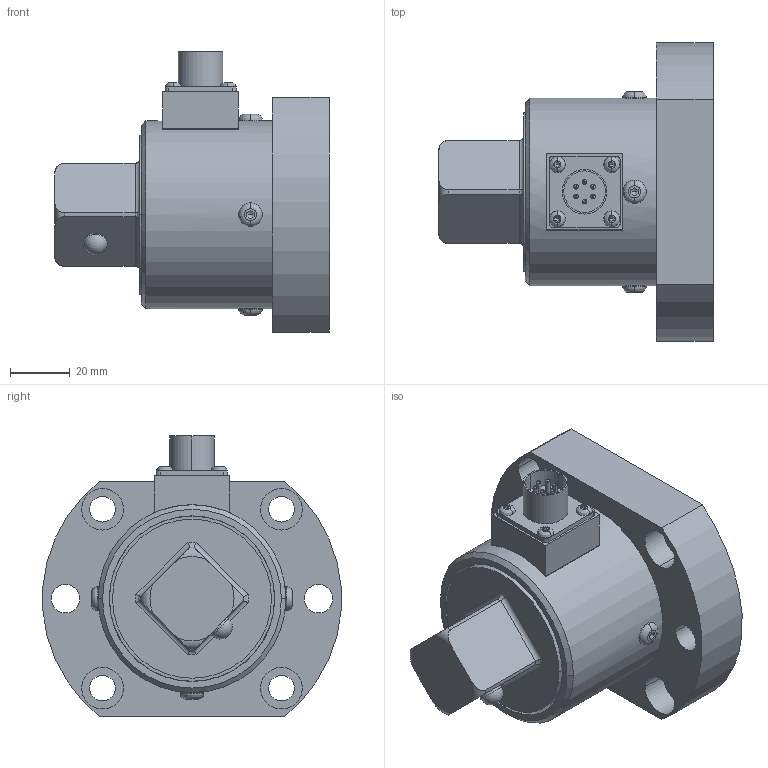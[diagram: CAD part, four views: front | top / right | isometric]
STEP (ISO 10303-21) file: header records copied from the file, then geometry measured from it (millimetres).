
FILE_DESCRIPTION((''),'2;1');
FILE_NAME('12000 in-lb.stp','2011-04-25T08:33:31',(''),(''),'Mechanical Desktop 2009','Mechanical Desktop 2009',', , ');
FILE_SCHEMA(('CONFIG_CONTROL_DESIGN'));
Length unit declared in the file: inch
Products named in the file (2): 12000 IN-LB; PART1
Assembly tree (1 placements, depth 2):
  12000 IN-LB
    PART1
Bounding box: 92.08 x 99.99 x 93.95 mm (x, y, z)
Volume: 240583.1 mm3; surface area: 60305.8 mm2
Topology: 1 solids, 6 shells, 343 faces, 855 edges, 549 vertices
Faces by surface type: cylinder 133, plane 130, cone 39, bspline 34, torus 4, sphere 3
Full cylindrical faces by diameter (mm): 62.992 x1
Entity records: 13167 total; most frequent: CARTESIAN_POINT 5020, DIRECTION 1683, ORIENTED_EDGE 1680, EDGE_CURVE 840, AXIS2_PLACEMENT_3D 675, VERTEX_POINT 549, EDGE_LOOP 419, CIRCLE 364
